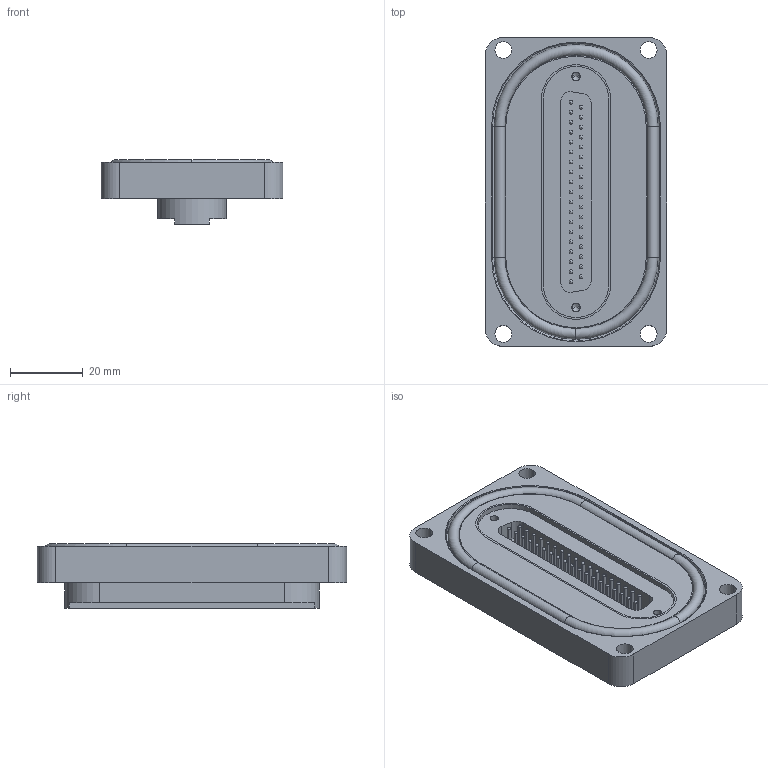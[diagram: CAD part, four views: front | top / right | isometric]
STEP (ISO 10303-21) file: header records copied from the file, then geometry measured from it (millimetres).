
FILE_DESCRIPTION (( 'STEP AP214' ), '1' );
FILE_NAME ('215-BP-D37.STEP', '2019-03-20T12:38:54', ( 'allectra' ), ( 'Microsoft' ), 'SwSTEP 2.0', 'SolidWorks 2014', '' );
FILE_SCHEMA (( 'AUTOMOTIVE_DESIGN' ));
Length unit declared in the file: millimetre
Products named in the file (6): 370-VIT-61X3_BP-Flange; 218-D9-37-SS_218-D37-SS; 9210-PIN-FENI_Pin vergoldet; 9218-D9-37-SS_37pin 1mm beschr. allectra; 9215-BP-1_9215-BP-D37; 215-BP-D37
Assembly tree (41 placements, depth 3):
  215-BP-D37
    9215-BP-1_9215-BP-D37
    218-D9-37-SS_218-D37-SS
      9218-D9-37-SS_37pin 1mm beschr. allectra
      9210-PIN-FENI_Pin vergoldet  x37
    370-VIT-61X3_BP-Flange
Bounding box: 50 x 85 x 17.73 mm (x, y, z)
Volume: 42160.1 mm3; surface area: 22715.5 mm2
Topology: 40 solids, 40 shells, 521 faces, 1445 edges, 948 vertices
Faces by surface type: cylinder 242, plane 156, sphere 74, bspline 27, torus 14, cone 8
Entity records: 14107 total; most frequent: CARTESIAN_POINT 3848, DIRECTION 2095, ORIENTED_EDGE 1998, EDGE_CURVE 999, AXIS2_PLACEMENT_3D 755, VERTEX_POINT 656, VECTOR 585, LINE 585
